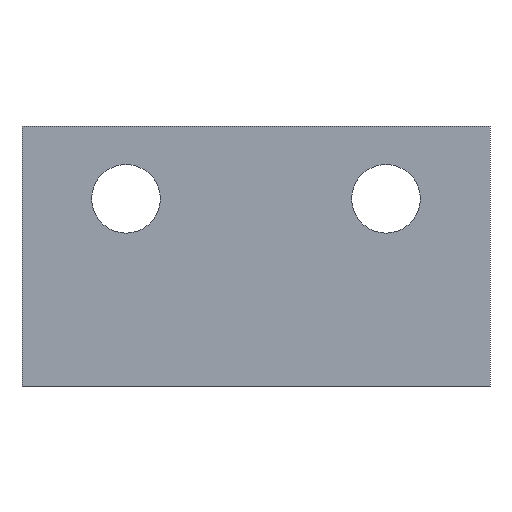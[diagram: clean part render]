
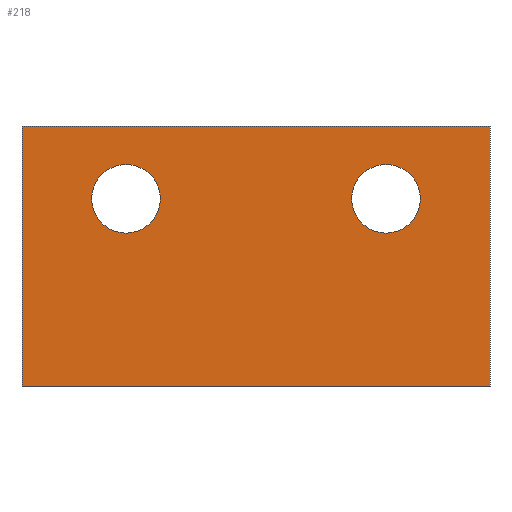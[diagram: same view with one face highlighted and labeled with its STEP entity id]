
A CAD part, left-side view. The second image highlights one B-rep face of the part: STEP entity #218.
In plain terms, the highlighted planar face has unit normal (-1, 0, 0).
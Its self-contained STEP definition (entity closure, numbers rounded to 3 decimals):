
#21=FACE_BOUND('',#55,.T.);
#22=FACE_BOUND('',#56,.T.);
#28=PLANE('',#260);
#38=FACE_OUTER_BOUND('',#54,.T.);
#54=EDGE_LOOP('',(#197,#198,#199,#200));
#55=EDGE_LOOP('',(#201,#202));
#56=EDGE_LOOP('',(#203,#204));
#61=LINE('',#359,#77);
#65=LINE('',#367,#81);
#68=LINE('',#373,#84);
#71=LINE('',#378,#87);
#77=VECTOR('',#301,10.);
#81=VECTOR('',#307,10.);
#84=VECTOR('',#312,10.);
#87=VECTOR('',#317,10.);
#95=CIRCLE('',#248,3.3);
#96=CIRCLE('',#249,3.3);
#98=CIRCLE('',#252,3.3);
#99=CIRCLE('',#253,3.3);
#107=VERTEX_POINT('',#341);
#108=VERTEX_POINT('',#342);
#110=VERTEX_POINT('',#349);
#111=VERTEX_POINT('',#350);
#113=VERTEX_POINT('',#357);
#114=VERTEX_POINT('',#358);
#117=VERTEX_POINT('',#366);
#119=VERTEX_POINT('',#372);
#129=EDGE_CURVE('',#107,#108,#95,.T.);
#130=EDGE_CURVE('',#108,#107,#96,.T.);
#133=EDGE_CURVE('',#110,#111,#98,.T.);
#134=EDGE_CURVE('',#111,#110,#99,.T.);
#137=EDGE_CURVE('',#113,#114,#61,.T.);
#141=EDGE_CURVE('',#117,#113,#65,.T.);
#144=EDGE_CURVE('',#119,#117,#68,.T.);
#147=EDGE_CURVE('',#114,#119,#71,.T.);
#197=ORIENTED_EDGE('',*,*,#147,.F.);
#198=ORIENTED_EDGE('',*,*,#137,.F.);
#199=ORIENTED_EDGE('',*,*,#141,.F.);
#200=ORIENTED_EDGE('',*,*,#144,.F.);
#201=ORIENTED_EDGE('',*,*,#129,.T.);
#202=ORIENTED_EDGE('',*,*,#130,.T.);
#203=ORIENTED_EDGE('',*,*,#133,.T.);
#204=ORIENTED_EDGE('',*,*,#134,.T.);
#218=ADVANCED_FACE('',(#38,#21,#22),#28,.F.);
#248=AXIS2_PLACEMENT_3D('',#343,#283,#284);
#249=AXIS2_PLACEMENT_3D('',#344,#285,#286);
#252=AXIS2_PLACEMENT_3D('',#351,#292,#293);
#253=AXIS2_PLACEMENT_3D('',#352,#294,#295);
#260=AXIS2_PLACEMENT_3D('',#381,#321,#322);
#283=DIRECTION('center_axis',(1.,0.,0.));
#284=DIRECTION('ref_axis',(0.,0.,1.));
#285=DIRECTION('center_axis',(1.,0.,0.));
#286=DIRECTION('ref_axis',(0.,0.,1.));
#292=DIRECTION('center_axis',(1.,0.,0.));
#293=DIRECTION('ref_axis',(0.,0.,1.));
#294=DIRECTION('center_axis',(1.,0.,0.));
#295=DIRECTION('ref_axis',(0.,0.,1.));
#301=DIRECTION('',(0.,1.,0.));
#307=DIRECTION('',(0.,0.,-1.));
#312=DIRECTION('',(0.,-1.,0.));
#317=DIRECTION('',(0.,0.,1.));
#321=DIRECTION('center_axis',(1.,0.,0.));
#322=DIRECTION('ref_axis',(0.,0.,-1.));
#341=CARTESIAN_POINT('',(0.,10.,-3.7));
#342=CARTESIAN_POINT('',(0.,10.,-10.3));
#343=CARTESIAN_POINT('Origin',(0.,10.,-7.));
#344=CARTESIAN_POINT('Origin',(0.,10.,-7.));
#349=CARTESIAN_POINT('',(0.,35.,-3.7));
#350=CARTESIAN_POINT('',(0.,35.,-10.3));
#351=CARTESIAN_POINT('Origin',(0.,35.,-7.));
#352=CARTESIAN_POINT('Origin',(0.,35.,-7.));
#357=CARTESIAN_POINT('',(0.,0.,-25.));
#358=CARTESIAN_POINT('',(0.,45.,-25.));
#359=CARTESIAN_POINT('',(0.,0.,-25.));
#366=CARTESIAN_POINT('',(0.,0.,0.));
#367=CARTESIAN_POINT('',(0.,0.,0.));
#372=CARTESIAN_POINT('',(0.,45.,0.));
#373=CARTESIAN_POINT('',(0.,45.,0.));
#378=CARTESIAN_POINT('',(0.,45.,-25.));
#381=CARTESIAN_POINT('Origin',(0.,22.5,-12.5));
